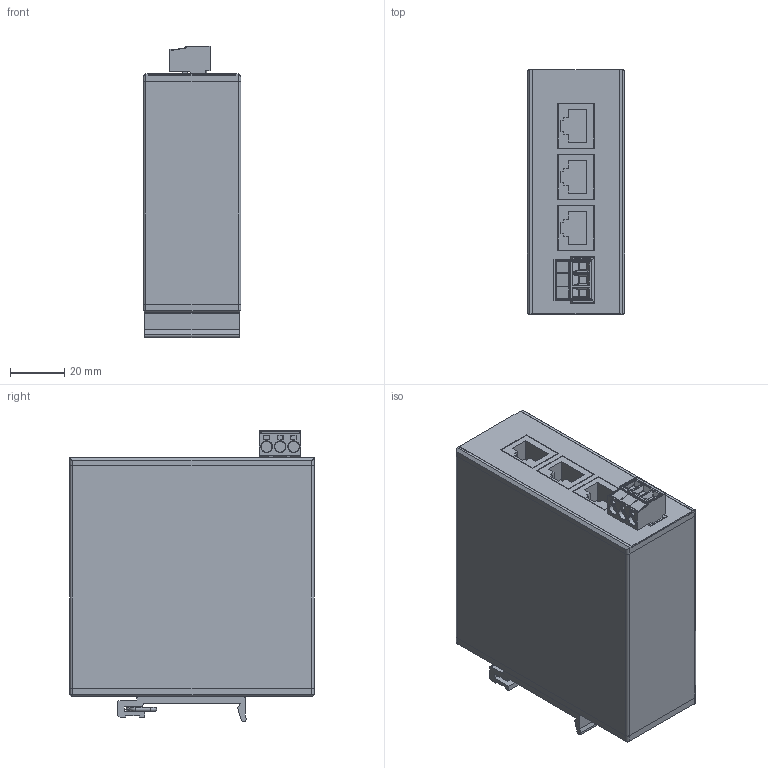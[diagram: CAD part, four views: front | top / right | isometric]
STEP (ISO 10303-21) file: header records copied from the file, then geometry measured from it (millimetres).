
FILE_DESCRIPTION((''),'2;1');
FILE_NAME('RYEC-JC03_ASM','2023-12-20T15:25:44',('Lenovo'),(''),'CREO PARAMETRIC BY PTC INC, 2020033','CREO PARAMETRIC BY PTC INC, 2020033','');
FILE_SCHEMA(('CONFIG_CONTROL_DESIGN'));
Length unit declared in the file: millimetre
Products named in the file (13): ZHONGKUANG; PCB01; WJ2EDGRRC-508; LED-CE; RJ45-LPJE101BGNL; TONGZHU03; PCB01_ASM; BACK; FRONT; JINGPIAN; WJ2EDGK-508; DAOGUIKAKOU; RYEC-JC03_ASM
Assembly tree (14 placements, depth 3):
  RYEC-JC03_ASM
    ZHONGKUANG
    PCB01_ASM
      PCB01
      WJ2EDGRRC-508
      LED-CE
      RJ45-LPJE101BGNL  x3
      TONGZHU03
    BACK
    FRONT
    JINGPIAN
    WJ2EDGK-508
    DAOGUIKAKOU
Bounding box: 36 x 90 x 107.3 mm (x, y, z)
Volume: 87012.5 mm3; surface area: 89929.5 mm2
Topology: 14 solids, 14 shells, 1139 faces, 2861 edges, 1823 vertices
Faces by surface type: plane 654, cylinder 365, cone 44, torus 42, bspline 28, sphere 6
Entity records: 30879 total; most frequent: CARTESIAN_POINT 7397, DIRECTION 4837, ORIENTED_EDGE 4770, EDGE_CURVE 2385, AXIS2_PLACEMENT_3D 1652, VECTOR 1533, LINE 1533, VERTEX_POINT 1511
